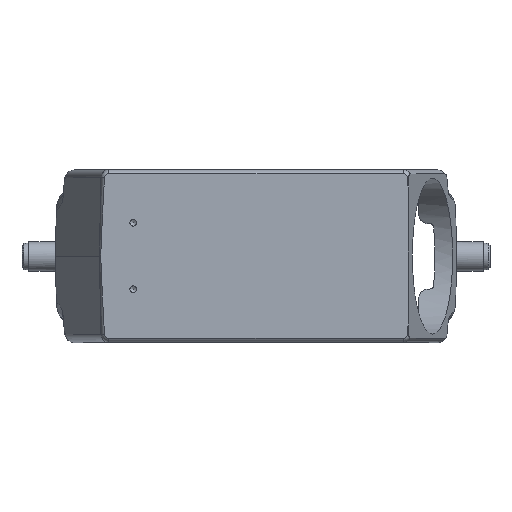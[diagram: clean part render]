
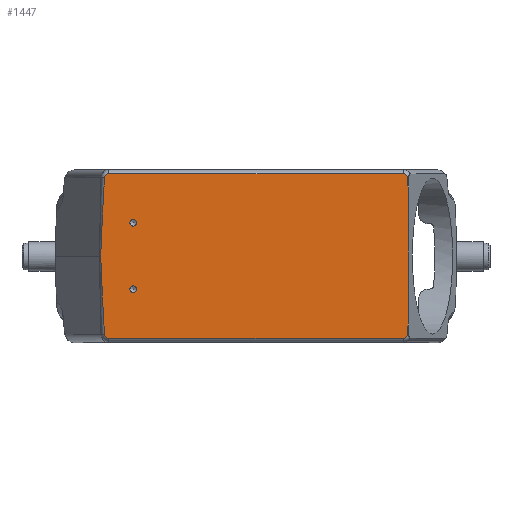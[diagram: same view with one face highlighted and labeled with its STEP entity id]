
A CAD part, top view. The second image highlights one B-rep face of the part: STEP entity #1447.
In plain terms, the highlighted planar face has unit normal (0, 0, 1).
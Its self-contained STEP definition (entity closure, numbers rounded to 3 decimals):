
#1447=ADVANCED_FACE('',(#1824,#1825,#1826),#1738,.F.);
#1738=PLANE('',#7289);
#1824=FACE_BOUND('',#2085,.T.);
#1825=FACE_BOUND('',#2086,.T.);
#1826=FACE_BOUND('',#2087,.T.);
#2085=EDGE_LOOP('',(#4620));
#2086=EDGE_LOOP('',(#4621));
#2087=EDGE_LOOP('',(#4622,#4623,#4624,#4625,#4626,#4627,#4628,#4629,#4630,
#4631,#4632));
#2363=CIRCLE('',#7102,1.331);
#2369=CIRCLE('',#7113,1.331);
#2373=CIRCLE('',#7124,1.331);
#2377=CIRCLE('',#7132,1.331);
#2398=CIRCLE('',#7287,1.);
#2399=CIRCLE('',#7288,1.);
#2524=LINE('',#9304,#3066);
#2704=LINE('',#10335,#3246);
#2705=LINE('',#10376,#3247);
#3066=VECTOR('',#7583,1.);
#3246=VECTOR('',#7993,1.);
#3247=VECTOR('',#8038,1.);
#4620=ORIENTED_EDGE('',*,*,#6461,.T.);
#4621=ORIENTED_EDGE('',*,*,#6462,.T.);
#4622=ORIENTED_EDGE('',*,*,#6220,.T.);
#4623=ORIENTED_EDGE('',*,*,#6213,.T.);
#4624=ORIENTED_EDGE('',*,*,#6218,.T.);
#4625=ORIENTED_EDGE('',*,*,#6222,.T.);
#4626=ORIENTED_EDGE('',*,*,#6227,.T.);
#4627=ORIENTED_EDGE('',*,*,#6231,.T.);
#4628=ORIENTED_EDGE('',*,*,#6235,.T.);
#4629=ORIENTED_EDGE('',*,*,#6233,.T.);
#4630=ORIENTED_EDGE('',*,*,#6229,.T.);
#4631=ORIENTED_EDGE('',*,*,#6224,.T.);
#4632=ORIENTED_EDGE('',*,*,#5928,.T.);
#5363=VERTEX_POINT('',#9303);
#5364=VERTEX_POINT('',#9305);
#5610=VERTEX_POINT('',#10313);
#5611=VERTEX_POINT('',#10314);
#5612=VERTEX_POINT('',#10336);
#5613=VERTEX_POINT('',#10355);
#5614=VERTEX_POINT('',#10359);
#5615=VERTEX_POINT('',#10365);
#5616=VERTEX_POINT('',#10369);
#5617=VERTEX_POINT('',#10373);
#5618=VERTEX_POINT('',#10377);
#5725=VERTEX_POINT('',#11000);
#5726=VERTEX_POINT('',#11002);
#5928=EDGE_CURVE('',#5364,#5363,#2524,.T.);
#6213=EDGE_CURVE('',#5610,#5611,#2363,.T.);
#6218=EDGE_CURVE('',#5611,#5612,#2704,.T.);
#6220=EDGE_CURVE('',#5363,#5610,#6825,.T.);
#6222=EDGE_CURVE('',#5612,#5613,#2369,.T.);
#6224=EDGE_CURVE('',#5614,#5364,#6826,.T.);
#6227=EDGE_CURVE('',#5613,#5615,#6827,.T.);
#6229=EDGE_CURVE('',#5616,#5614,#2373,.T.);
#6231=EDGE_CURVE('',#5615,#5617,#6829,.T.);
#6233=EDGE_CURVE('',#5618,#5616,#2705,.T.);
#6235=EDGE_CURVE('',#5617,#5618,#2377,.T.);
#6461=EDGE_CURVE('',#5725,#5725,#2398,.T.);
#6462=EDGE_CURVE('',#5726,#5726,#2399,.T.);
#6825=ELLIPSE('',#7110,95.523,2.5);
#6826=ELLIPSE('',#7116,95.523,2.5);
#6827=ELLIPSE('',#7121,95.523,2.5);
#6829=ELLIPSE('',#7127,95.523,2.5);
#7102=AXIS2_PLACEMENT_3D('',#10312,#7981,#7982);
#7110=AXIS2_PLACEMENT_3D('',#10339,#7998,#7999);
#7113=AXIS2_PLACEMENT_3D('',#10354,#8004,#8005);
#7116=AXIS2_PLACEMENT_3D('',#10358,#8010,#8011);
#7121=AXIS2_PLACEMENT_3D('',#10364,#8020,#8021);
#7124=AXIS2_PLACEMENT_3D('',#10368,#8026,#8027);
#7127=AXIS2_PLACEMENT_3D('',#10372,#8032,#8033);
#7132=AXIS2_PLACEMENT_3D('',#10380,#8043,#8044);
#7287=AXIS2_PLACEMENT_3D('',#10999,#8556,#8557);
#7288=AXIS2_PLACEMENT_3D('',#11001,#8558,#8559);
#7289=AXIS2_PLACEMENT_3D('',#11003,#8560,#8561);
#7583=DIRECTION('',(0.,1.,0.));
#7981=DIRECTION('',(0.,0.,1.));
#7982=DIRECTION('',(-1.,0.,0.));
#7993=DIRECTION('',(-1.,0.,0.));
#7998=DIRECTION('',(0.,0.,1.));
#7999=DIRECTION('',(-0.02,1.,0.));
#8004=DIRECTION('',(0.,0.,1.));
#8005=DIRECTION('',(-1.,0.,0.));
#8010=DIRECTION('',(0.,0.,1.));
#8011=DIRECTION('',(0.02,1.,0.));
#8020=DIRECTION('',(0.,0.,1.));
#8021=DIRECTION('',(0.02,1.,0.));
#8026=DIRECTION('',(0.,0.,1.));
#8027=DIRECTION('',(-1.,0.,0.));
#8032=DIRECTION('',(0.,0.,1.));
#8033=DIRECTION('',(-0.02,1.,0.));
#8038=DIRECTION('',(1.,0.,0.));
#8043=DIRECTION('',(0.,0.,1.));
#8044=DIRECTION('',(-1.,0.,0.));
#8556=DIRECTION('',(0.,0.,-1.));
#8557=DIRECTION('',(-1.,0.,0.));
#8558=DIRECTION('',(0.,0.,-1.));
#8559=DIRECTION('',(-1.,0.,0.));
#8560=DIRECTION('',(0.,0.,-1.));
#8561=DIRECTION('',(-1.,0.,0.));
#9303=CARTESIAN_POINT('',(45.933,18.468,78.5));
#9304=CARTESIAN_POINT('',(45.933,40.,78.5));
#9305=CARTESIAN_POINT('',(45.933,-18.468,78.5));
#10312=CARTESIAN_POINT('',(44.309,23.5,78.5));
#10313=CARTESIAN_POINT('',(45.638,23.582,78.5));
#10314=CARTESIAN_POINT('',(44.309,24.831,78.5));
#10335=CARTESIAN_POINT('',(46.701,24.831,78.5));
#10336=CARTESIAN_POINT('',(-44.309,24.831,78.5));
#10339=CARTESIAN_POINT('',(45.933,-57.315,78.5));
#10354=CARTESIAN_POINT('',(-44.309,23.5,78.5));
#10355=CARTESIAN_POINT('',(-45.638,23.582,78.5));
#10358=CARTESIAN_POINT('',(45.933,57.315,78.5));
#10359=CARTESIAN_POINT('',(45.638,-23.582,78.5));
#10364=CARTESIAN_POINT('',(-45.933,-57.315,78.5));
#10365=CARTESIAN_POINT('',(-46.783,0.,78.5));
#10368=CARTESIAN_POINT('',(44.309,-23.5,78.5));
#10369=CARTESIAN_POINT('',(44.309,-24.831,78.5));
#10372=CARTESIAN_POINT('',(-45.933,57.315,78.5));
#10373=CARTESIAN_POINT('',(-45.638,-23.582,78.5));
#10376=CARTESIAN_POINT('',(-60.5,-24.831,78.5));
#10377=CARTESIAN_POINT('',(-44.309,-24.831,78.5));
#10380=CARTESIAN_POINT('',(-44.309,-23.5,78.5));
#10999=CARTESIAN_POINT('',(-37.,10.,78.5));
#11000=CARTESIAN_POINT('',(-38.,10.,78.5));
#11001=CARTESIAN_POINT('',(-37.,-10.,78.5));
#11002=CARTESIAN_POINT('',(-38.,-10.,78.5));
#11003=CARTESIAN_POINT('',(-50.,40.,78.5));
